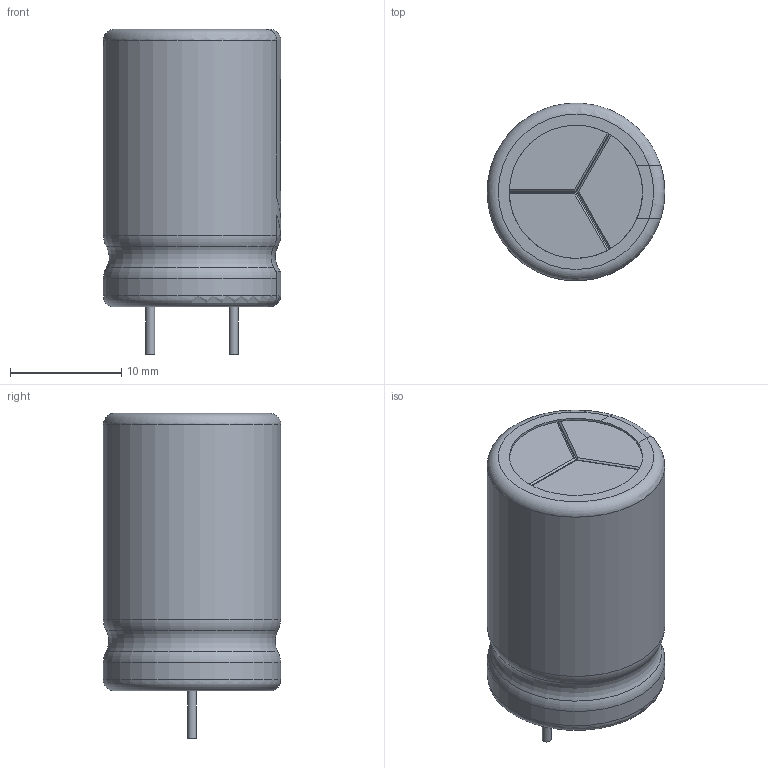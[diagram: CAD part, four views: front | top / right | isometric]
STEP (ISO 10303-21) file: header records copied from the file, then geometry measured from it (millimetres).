
FILE_DESCRIPTION((' '),'2;1');
FILE_NAME( 'CAPPRD750W80D1600H2500.stp', '2022-09-09T16:11:34', (' '), ('--- Datakit www.datakit.com---'), ' Datakit CrossCadWare V2022.3 Jun 15 2022', 'DATAKIT 2022 (c)', ' ');
FILE_SCHEMA(('AP242_MANAGED_MODEL_BASED_3D_ENGINEERING_MIM_LF { 1 0 10303 442 1 1 4 }'));
Length unit declared in the file: millimetre
Products named in the file (1): CAPPRD750W80D1600H2500
Bounding box: 15.99 x 15.97 x 29.3 mm (x, y, z)
Volume: 2247.8 mm3; surface area: 2774.3 mm2
Topology: 1 solids, 2 shells, 69 faces, 178 edges, 116 vertices
Faces by surface type: plane 41, cylinder 14, torus 12, bspline 2
Full cylindrical faces by diameter (mm): 0.8 x2, 12 x3, 16 x1
Entity records: 2616 total; most frequent: CARTESIAN_POINT 906, ORIENTED_EDGE 338, DIRECTION 315, EDGE_CURVE 169, AXIS2_PLACEMENT_3D 118, VERTEX_POINT 113, VECTOR 79, LINE 79
